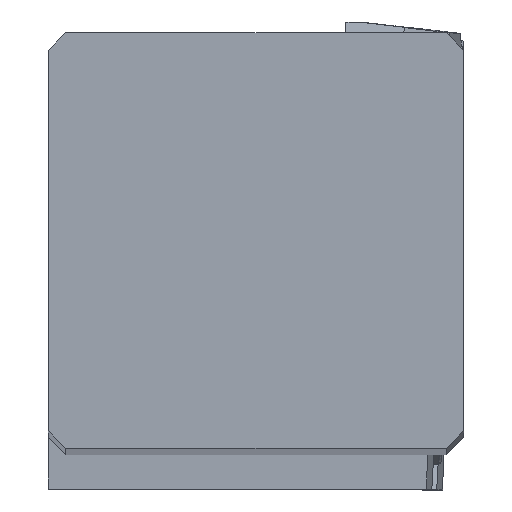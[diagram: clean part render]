
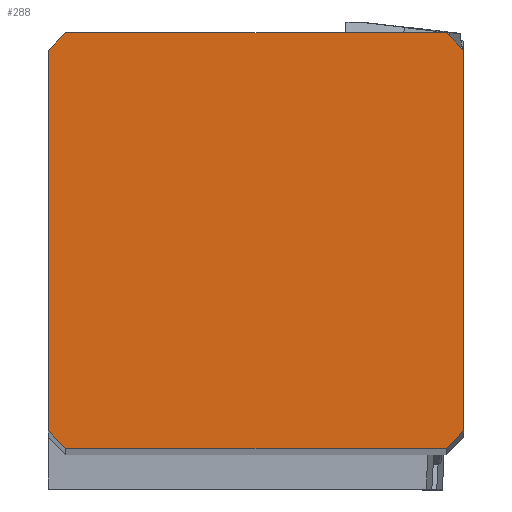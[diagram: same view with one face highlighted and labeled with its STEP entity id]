
A CAD part, top view. The second image highlights one B-rep face of the part: STEP entity #288.
In plain terms, the highlighted planar face has unit normal (0, 0, 1).
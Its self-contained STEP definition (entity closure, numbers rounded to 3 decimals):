
#153=FACE_OUTER_BOUND('',#624,.T.);
#288=ADVANCED_FACE('',(#153),#403,.T.);
#403=PLANE('',#2969);
#624=EDGE_LOOP('',(#1016,#1017,#1018,#1019,#1020,#1021,#1022,#1023));
#1016=ORIENTED_EDGE('',*,*,#1938,.F.);
#1017=ORIENTED_EDGE('',*,*,#1937,.F.);
#1018=ORIENTED_EDGE('',*,*,#1939,.F.);
#1019=ORIENTED_EDGE('',*,*,#1940,.F.);
#1020=ORIENTED_EDGE('',*,*,#1941,.F.);
#1021=ORIENTED_EDGE('',*,*,#1942,.F.);
#1022=ORIENTED_EDGE('',*,*,#1943,.F.);
#1023=ORIENTED_EDGE('',*,*,#1944,.F.);
#1619=VERTEX_POINT('',#4640);
#1626=VERTEX_POINT('',#4654);
#1627=VERTEX_POINT('',#4658);
#1628=VERTEX_POINT('',#4660);
#1629=VERTEX_POINT('',#4662);
#1630=VERTEX_POINT('',#4664);
#1631=VERTEX_POINT('',#4666);
#1632=VERTEX_POINT('',#4668);
#1937=EDGE_CURVE('',#1626,#1619,#2415,.T.);
#1938=EDGE_CURVE('',#1619,#1627,#2416,.T.);
#1939=EDGE_CURVE('',#1628,#1626,#2417,.T.);
#1940=EDGE_CURVE('',#1629,#1628,#2418,.T.);
#1941=EDGE_CURVE('',#1630,#1629,#2419,.T.);
#1942=EDGE_CURVE('',#1631,#1630,#2420,.T.);
#1943=EDGE_CURVE('',#1632,#1631,#2421,.T.);
#1944=EDGE_CURVE('',#1627,#1632,#2422,.T.);
#2415=LINE('',#4655,#2681);
#2416=LINE('',#4657,#2682);
#2417=LINE('',#4659,#2683);
#2418=LINE('',#4661,#2684);
#2419=LINE('',#4663,#2685);
#2420=LINE('',#4665,#2686);
#2421=LINE('',#4667,#2687);
#2422=LINE('',#4669,#2688);
#2681=VECTOR('',#3408,1.);
#2682=VECTOR('',#3411,1.);
#2683=VECTOR('',#3412,1.);
#2684=VECTOR('',#3413,1.);
#2685=VECTOR('',#3414,1.);
#2686=VECTOR('',#3415,1.);
#2687=VECTOR('',#3416,1.);
#2688=VECTOR('',#3417,1.);
#2969=AXIS2_PLACEMENT_3D('',#4670,#3418,#3419);
#3408=DIRECTION('',(1.,0.,0.));
#3411=DIRECTION('',(0.707,-0.707,0.));
#3412=DIRECTION('',(0.707,0.707,0.));
#3413=DIRECTION('',(0.,1.,0.));
#3414=DIRECTION('',(-0.707,0.707,0.));
#3415=DIRECTION('',(-1.,0.,0.));
#3416=DIRECTION('',(-0.707,-0.707,0.));
#3417=DIRECTION('',(0.,-1.,0.));
#3418=DIRECTION('',(0.,0.,1.));
#3419=DIRECTION('',(-1.,0.,0.));
#4640=CARTESIAN_POINT('',(11.5,12.,0.));
#4654=CARTESIAN_POINT('',(0.5,12.,0.));
#4655=CARTESIAN_POINT('',(0.5,12.,0.));
#4657=CARTESIAN_POINT('',(11.5,12.,0.));
#4658=CARTESIAN_POINT('',(12.,11.5,0.));
#4659=CARTESIAN_POINT('',(0.,11.5,0.));
#4660=CARTESIAN_POINT('',(0.,11.5,0.));
#4661=CARTESIAN_POINT('',(0.,0.5,0.));
#4662=CARTESIAN_POINT('',(0.,0.5,0.));
#4663=CARTESIAN_POINT('',(0.5,0.,0.));
#4664=CARTESIAN_POINT('',(0.5,0.,0.));
#4665=CARTESIAN_POINT('',(11.5,0.,0.));
#4666=CARTESIAN_POINT('',(11.5,0.,0.));
#4667=CARTESIAN_POINT('',(12.,0.5,0.));
#4668=CARTESIAN_POINT('',(12.,0.5,0.));
#4669=CARTESIAN_POINT('',(12.,11.5,0.));
#4670=CARTESIAN_POINT('',(6.,6.,0.));
